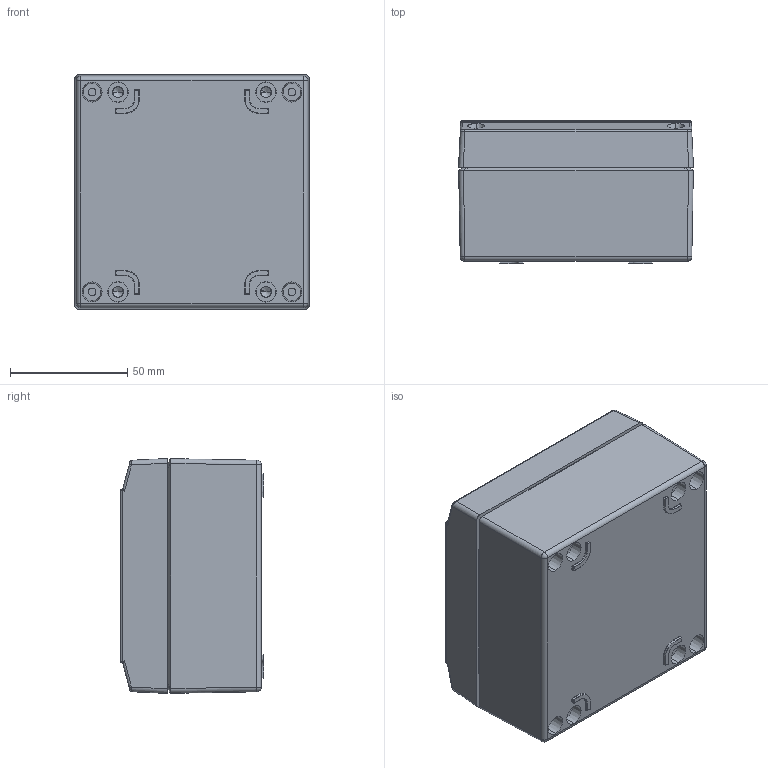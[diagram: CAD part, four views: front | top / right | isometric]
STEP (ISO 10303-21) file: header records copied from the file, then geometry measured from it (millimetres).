
FILE_DESCRIPTION (( 'STEP AP214' ), '1' );
FILE_NAME ('04101006.STEP', '2011-08-02T07:21:52', ( ' ' ), ( '' ), 'SwSTEP 2.0', 'SolidWorks 2010', '' );
FILE_SCHEMA (( 'AUTOMOTIVE_DESIGN' ));
Length unit declared in the file: millimetre
Products named in the file (5): 02162; 01162; 82003; 93132; 04101006
Assembly tree (7 placements, depth 2):
  04101006
    01162
    93132  x4
    82003
    02162
Bounding box: 100 x 61 x 100 mm (x, y, z)
Volume: 171341.8 mm3; surface area: 94894.9 mm2
Topology: 7 solids, 7 shells, 989 faces, 2359 edges, 1392 vertices
Faces by surface type: plane 255, cylinder 236, bspline 208, cone 182, torus 84, sphere 24
Entity records: 31023 total; most frequent: CARTESIAN_POINT 11423, ORIENTED_EDGE 4226, DIRECTION 3845, EDGE_CURVE 2113, AXIS2_PLACEMENT_3D 1514, VERTEX_POINT 1266, EDGE_LOOP 985, FACE_OUTER_BOUND 908
